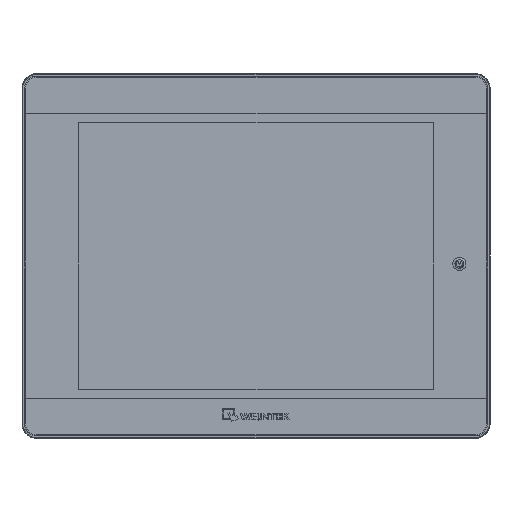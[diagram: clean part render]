
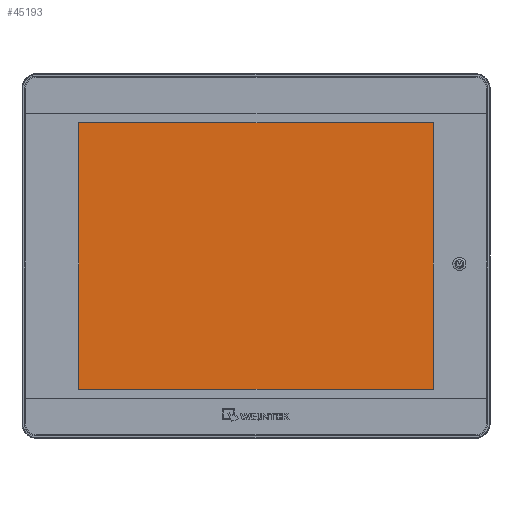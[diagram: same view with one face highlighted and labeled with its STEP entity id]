
A CAD part, top view. The second image highlights one B-rep face of the part: STEP entity #45193.
In plain terms, the highlighted planar face has unit normal (0, 0, 1).
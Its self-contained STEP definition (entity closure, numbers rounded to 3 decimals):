
#7945 = EDGE_CURVE ( 'NONE', #55299, #55815, #57749, .T. ) ;
#7946 = EDGE_CURVE ( 'NONE', #55310, #55299, #57754, .T. ) ;
#7947 = EDGE_CURVE ( 'NONE', #55297, #55310, #57762, .T. ) ;
#7948 = EDGE_CURVE ( 'NONE', #55815, #55297, #57765, .T. ) ;
#23758 = ORIENTED_EDGE ( 'NONE', *, *, #7945, .F. ) ;
#23759 = ORIENTED_EDGE ( 'NONE', *, *, #7946, .F. ) ;
#23760 = ORIENTED_EDGE ( 'NONE', *, *, #7947, .F. ) ;
#23761 = ORIENTED_EDGE ( 'NONE', *, *, #7948, .F. ) ;
#27999 = FACE_OUTER_BOUND ( 'NONE', #53435, .T. ) ;
#28003 = CARTESIAN_POINT ( 'NONE',  ( 122.1, 93.35, 7.33 ) ) ;
#28005 = PLANE ( 'NONE',  #44027 ) ;
#28008 = DIRECTION ( 'NONE',  ( 0., 0., 1. ) ) ;
#28009 = DIRECTION ( 'NONE',  ( 0., -1., 0. ) ) ;
#28299 = CARTESIAN_POINT ( 'NONE',  ( -98.8, -74.23, 7.33 ) ) ;
#28301 = CARTESIAN_POINT ( 'NONE',  ( 98.8, 74.23, 7.33 ) ) ;
#28312 = CARTESIAN_POINT ( 'NONE',  ( -98.8, 74.23, 7.33 ) ) ;
#44027 = AXIS2_PLACEMENT_3D ( 'NONE', #28003, #28008, #28009 ) ;
#45193 = ADVANCED_FACE ( 'NONE', ( #27999 ), #28005, .T. ) ;
#53435 = EDGE_LOOP ( 'NONE', ( #23758, #23759, #23760, #23761 ) ) ;
#55297 = VERTEX_POINT ( 'NONE', #28299 ) ;
#55299 = VERTEX_POINT ( 'NONE', #28301 ) ;
#55310 = VERTEX_POINT ( 'NONE', #28312 ) ;
#55815 = VERTEX_POINT ( 'NONE', #56488 ) ;
#56488 = CARTESIAN_POINT ( 'NONE',  ( 98.8, -74.23, 7.33 ) ) ;
#57748 = CARTESIAN_POINT ( 'NONE',  ( 98.8, 93.35, 7.33 ) ) ;
#57749 = LINE ( 'NONE', #57748, #61966 ) ;
#57754 = LINE ( 'NONE', #57760, #62171 ) ;
#57759 = DIRECTION ( 'NONE',  ( 0., -1., 0. ) ) ;
#57760 = CARTESIAN_POINT ( 'NONE',  ( 122.1, 74.23, 7.33 ) ) ;
#57761 = DIRECTION ( 'NONE',  ( 1., 0., 0. ) ) ;
#57762 = LINE ( 'NONE', #57763, #62255 ) ;
#57763 = CARTESIAN_POINT ( 'NONE',  ( -98.8, 93.35, 7.33 ) ) ;
#57764 = DIRECTION ( 'NONE',  ( 0., 1., 0. ) ) ;
#57765 = LINE ( 'NONE', #57766, #62273 ) ;
#57766 = CARTESIAN_POINT ( 'NONE',  ( 122.1, -74.23, 7.33 ) ) ;
#57767 = DIRECTION ( 'NONE',  ( -1., 0., 0. ) ) ;
#61966 = VECTOR ( 'NONE', #57759, 1000. ) ;
#62171 = VECTOR ( 'NONE', #57761, 1000. ) ;
#62255 = VECTOR ( 'NONE', #57764, 1000. ) ;
#62273 = VECTOR ( 'NONE', #57767, 1000. ) ;
